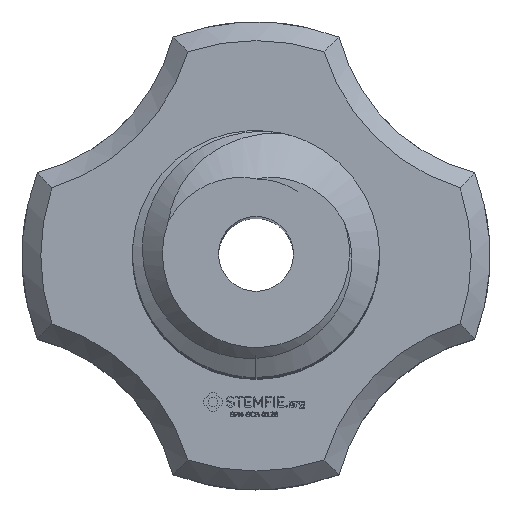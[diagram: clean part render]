
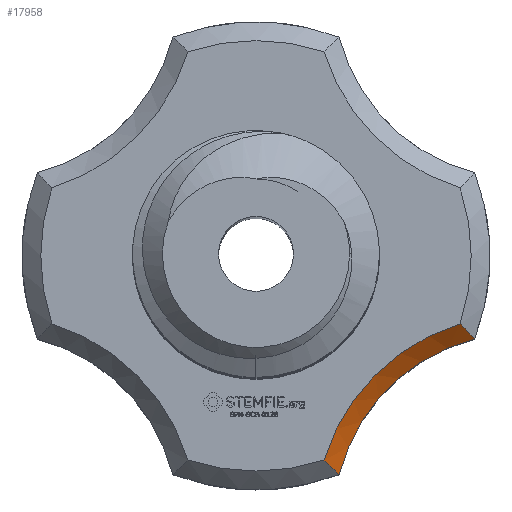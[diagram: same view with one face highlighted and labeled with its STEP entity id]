
A CAD part, top view. The second image highlights one B-rep face of the part: STEP entity #17958.
In plain terms, the highlighted conical face has half-angle 45 degrees and reference radius 5 mm.
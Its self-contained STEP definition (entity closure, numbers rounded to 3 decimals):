
#3719 = VERTEX_POINT('',#3720);
#3720 = CARTESIAN_POINT('',(5.841,-2.225,-0.5));
#3734 = CYLINDRICAL_SURFACE('',#3735,5.);
#3735 = AXIS2_PLACEMENT_3D('',#3736,#3737,#3738);
#3736 = CARTESIAN_POINT('',(7.071,-7.071,0.));
#3737 = DIRECTION('',(-0.,0.,1.));
#3738 = DIRECTION('',(1.,0.,0.));
#3761 = CONICAL_SURFACE('',#3762,6.25,0.785);
#3762 = AXIS2_PLACEMENT_3D('',#3763,#3764,#3765);
#3763 = CARTESIAN_POINT('',(0.,0.,-0.5));
#3764 = DIRECTION('',(0.,0.,-1.));
#3765 = DIRECTION('',(0.934,0.356,0.));
#4485 = EDGE_CURVE('',#3719,#4486,#4488,.T.);
#4486 = VERTEX_POINT('',#4487);
#4487 = CARTESIAN_POINT('',(5.457,-1.814,0.));
#4488 = SURFACE_CURVE('',#4489,(#4494,#4504),.PCURVE_S1.);
#4489 = ELLIPSE('',#4490,7.526,2.577);
#4490 = AXIS2_PLACEMENT_3D('',#4491,#4492,#4493);
#4491 = CARTESIAN_POINT('',(3.536,-3.536,0.125));
#4492 = DIRECTION('',(0.47,-0.47,0.747));
#4493 = DIRECTION('',(0.528,-0.528,-0.664));
#4494 = PCURVE('',#3761,#4495);
#4495 = DEFINITIONAL_REPRESENTATION('',(#4496),#4503);
#4496 = B_SPLINE_CURVE_WITH_KNOTS('',5,(#4497,#4498,#4499,#4500,#4501,
    #4502),.UNSPECIFIED.,.F.,.F.,(6,6),(1.445,1.546),
  .PIECEWISE_BEZIER_KNOTS.);
#4497 = CARTESIAN_POINT('',(0.728,0.));
#4498 = CARTESIAN_POINT('',(0.72,-0.1));
#4499 = CARTESIAN_POINT('',(0.711,-0.199));
#4500 = CARTESIAN_POINT('',(0.703,-0.299));
#4501 = CARTESIAN_POINT('',(0.694,-0.4));
#4502 = CARTESIAN_POINT('',(0.685,-0.5));
#4503 = ( GEOMETRIC_REPRESENTATION_CONTEXT(2) 
PARAMETRIC_REPRESENTATION_CONTEXT() REPRESENTATION_CONTEXT('2D SPACE',''
  ) );
#4504 = PCURVE('',#4505,#4510);
#4505 = CONICAL_SURFACE('',#4506,5.,0.785);
#4506 = AXIS2_PLACEMENT_3D('',#4507,#4508,#4509);
#4507 = CARTESIAN_POINT('',(7.071,-7.071,-0.5));
#4508 = DIRECTION('',(-0.,0.,1.));
#4509 = DIRECTION('',(-0.969,0.246,-0.));
#4510 = DEFINITIONAL_REPRESENTATION('',(#4511),#4518);
#4511 = B_SPLINE_CURVE_WITH_KNOTS('',5,(#4512,#4513,#4514,#4515,#4516,
    #4517),.UNSPECIFIED.,.F.,.F.,(6,6),(1.445,1.546),
  .PIECEWISE_BEZIER_KNOTS.);
#4512 = CARTESIAN_POINT('',(-1.073,0.));
#4513 = CARTESIAN_POINT('',(-1.063,0.1));
#4514 = CARTESIAN_POINT('',(-1.053,0.199));
#4515 = CARTESIAN_POINT('',(-1.043,0.299));
#4516 = CARTESIAN_POINT('',(-1.034,0.4));
#4517 = CARTESIAN_POINT('',(-1.024,0.5));
#4518 = ( GEOMETRIC_REPRESENTATION_CONTEXT(2) 
PARAMETRIC_REPRESENTATION_CONTEXT() REPRESENTATION_CONTEXT('2D SPACE',''
  ) );
#4535 = PLANE('',#4536);
#4536 = AXIS2_PLACEMENT_3D('',#4537,#4538,#4539);
#4537 = CARTESIAN_POINT('',(0.,0.,0.)
  );
#4538 = DIRECTION('',(0.,0.,-1.));
#4539 = DIRECTION('',(1.,0.,0.));
#4551 = VERTEX_POINT('',#4552);
#4552 = CARTESIAN_POINT('',(2.225,-5.841,-0.5));
#4671 = EDGE_CURVE('',#4551,#3719,#4672,.T.);
#4672 = SURFACE_CURVE('',#4673,(#4678,#4685),.PCURVE_S1.);
#4673 = CIRCLE('',#4674,5.);
#4674 = AXIS2_PLACEMENT_3D('',#4675,#4676,#4677);
#4675 = CARTESIAN_POINT('',(7.071,-7.071,-0.5));
#4676 = DIRECTION('',(0.,0.,-1.));
#4677 = DIRECTION('',(-0.969,0.246,-0.));
#4678 = PCURVE('',#3734,#4679);
#4679 = DEFINITIONAL_REPRESENTATION('',(#4680),#4684);
#4680 = LINE('',#4681,#4682);
#4681 = CARTESIAN_POINT('',(-3.39,-0.5));
#4682 = VECTOR('',#4683,1.);
#4683 = DIRECTION('',(-1.,0.));
#4684 = ( GEOMETRIC_REPRESENTATION_CONTEXT(2) 
PARAMETRIC_REPRESENTATION_CONTEXT() REPRESENTATION_CONTEXT('2D SPACE',''
  ) );
#4685 = PCURVE('',#4505,#4686);
#4686 = DEFINITIONAL_REPRESENTATION('',(#4687),#4691);
#4687 = LINE('',#4688,#4689);
#4688 = CARTESIAN_POINT('',(-0.,0.));
#4689 = VECTOR('',#4690,1.);
#4690 = DIRECTION('',(-1.,0.));
#4691 = ( GEOMETRIC_REPRESENTATION_CONTEXT(2) 
PARAMETRIC_REPRESENTATION_CONTEXT() REPRESENTATION_CONTEXT('2D SPACE',''
  ) );
#6506 = EDGE_CURVE('',#6507,#4486,#6509,.T.);
#6507 = VERTEX_POINT('',#6508);
#6508 = CARTESIAN_POINT('',(1.814,-5.457,0.));
#6509 = SURFACE_CURVE('',#6510,(#6515,#6522),.PCURVE_S1.);
#6510 = CIRCLE('',#6511,5.5);
#6511 = AXIS2_PLACEMENT_3D('',#6512,#6513,#6514);
#6512 = CARTESIAN_POINT('',(7.071,-7.071,0.));
#6513 = DIRECTION('',(0.,0.,-1.));
#6514 = DIRECTION('',(-0.969,0.246,-0.));
#6515 = PCURVE('',#4535,#6516);
#6516 = DEFINITIONAL_REPRESENTATION('',(#6517),#6521);
#6517 = CIRCLE('',#6518,5.5);
#6518 = AXIS2_PLACEMENT_2D('',#6519,#6520);
#6519 = CARTESIAN_POINT('',(7.071,7.071));
#6520 = DIRECTION('',(-0.969,-0.246));
#6521 = ( GEOMETRIC_REPRESENTATION_CONTEXT(2) 
PARAMETRIC_REPRESENTATION_CONTEXT() REPRESENTATION_CONTEXT('2D SPACE',''
  ) );
#6522 = PCURVE('',#4505,#6523);
#6523 = DEFINITIONAL_REPRESENTATION('',(#6524),#6528);
#6524 = LINE('',#6525,#6526);
#6525 = CARTESIAN_POINT('',(-0.,0.5));
#6526 = VECTOR('',#6527,1.);
#6527 = DIRECTION('',(-1.,0.));
#6528 = ( GEOMETRIC_REPRESENTATION_CONTEXT(2) 
PARAMETRIC_REPRESENTATION_CONTEXT() REPRESENTATION_CONTEXT('2D SPACE',''
  ) );
#6547 = CONICAL_SURFACE('',#6548,6.25,0.785);
#6548 = AXIS2_PLACEMENT_3D('',#6549,#6550,#6551);
#6549 = CARTESIAN_POINT('',(0.,0.,-0.5));
#6550 = DIRECTION('',(0.,0.,-1.));
#6551 = DIRECTION('',(0.356,-0.934,0.));
#17958 = ADVANCED_FACE('',(#17959),#4505,.F.);
#17959 = FACE_BOUND('',#17960,.T.);
#17960 = EDGE_LOOP('',(#17961,#17989,#17990,#17991));
#17961 = ORIENTED_EDGE('',*,*,#17962,.F.);
#17962 = EDGE_CURVE('',#4551,#6507,#17963,.T.);
#17963 = SURFACE_CURVE('',#17964,(#17969,#17979),.PCURVE_S1.);
#17964 = ELLIPSE('',#17965,7.526,2.577);
#17965 = AXIS2_PLACEMENT_3D('',#17966,#17967,#17968);
#17966 = CARTESIAN_POINT('',(3.536,-3.536,0.125));
#17967 = DIRECTION('',(-0.47,0.47,-0.747));
#17968 = DIRECTION('',(-0.528,0.528,0.664));
#17969 = PCURVE('',#4505,#17970);
#17970 = DEFINITIONAL_REPRESENTATION('',(#17971),#17978);
#17971 = B_SPLINE_CURVE_WITH_KNOTS('',5,(#17972,#17973,#17974,#17975,
    #17976,#17977),.UNSPECIFIED.,.F.,.F.,(6,6),(4.587,
    4.687),.PIECEWISE_BEZIER_KNOTS.);
#17972 = CARTESIAN_POINT('',(0.,0.));
#17973 = CARTESIAN_POINT('',(-0.01,0.1));
#17974 = CARTESIAN_POINT('',(-0.02,0.199));
#17975 = CARTESIAN_POINT('',(-0.03,0.299));
#17976 = CARTESIAN_POINT('',(-0.04,0.4));
#17977 = CARTESIAN_POINT('',(-0.049,0.5));
#17978 = ( GEOMETRIC_REPRESENTATION_CONTEXT(2) 
PARAMETRIC_REPRESENTATION_CONTEXT() REPRESENTATION_CONTEXT('2D SPACE',''
  ) );
#17979 = PCURVE('',#6547,#17980);
#17980 = DEFINITIONAL_REPRESENTATION('',(#17981),#17988);
#17981 = B_SPLINE_CURVE_WITH_KNOTS('',5,(#17982,#17983,#17984,#17985,
    #17986,#17987),.UNSPECIFIED.,.F.,.F.,(6,6),(4.587,
    4.687),.PIECEWISE_BEZIER_KNOTS.);
#17982 = CARTESIAN_POINT('',(0.,0.));
#17983 = CARTESIAN_POINT('',(0.008,-0.1));
#17984 = CARTESIAN_POINT('',(0.017,-0.199));
#17985 = CARTESIAN_POINT('',(0.025,-0.299));
#17986 = CARTESIAN_POINT('',(0.034,-0.4));
#17987 = CARTESIAN_POINT('',(0.043,-0.5));
#17988 = ( GEOMETRIC_REPRESENTATION_CONTEXT(2) 
PARAMETRIC_REPRESENTATION_CONTEXT() REPRESENTATION_CONTEXT('2D SPACE',''
  ) );
#17989 = ORIENTED_EDGE('',*,*,#4671,.T.);
#17990 = ORIENTED_EDGE('',*,*,#4485,.T.);
#17991 = ORIENTED_EDGE('',*,*,#6506,.F.);
